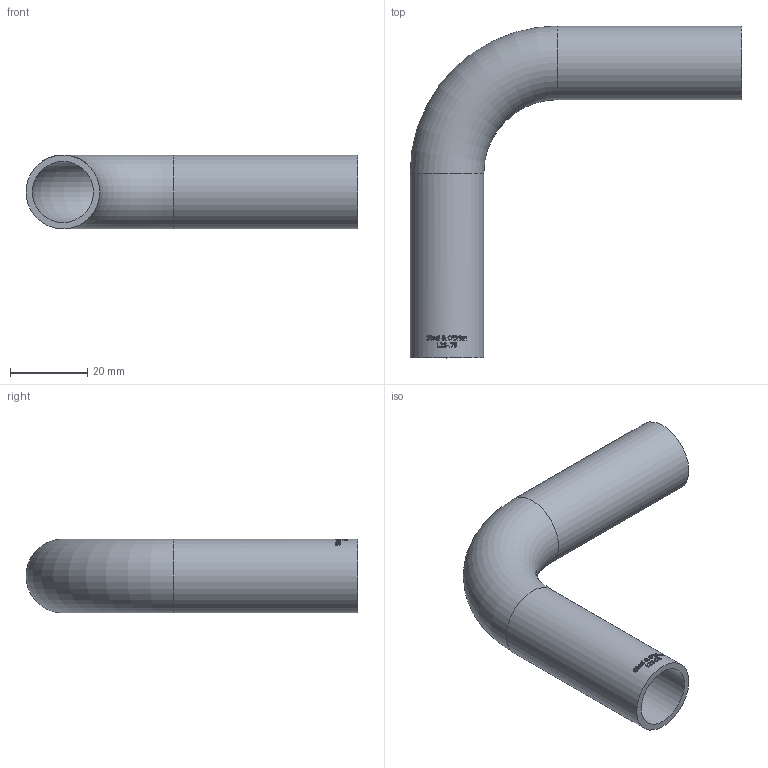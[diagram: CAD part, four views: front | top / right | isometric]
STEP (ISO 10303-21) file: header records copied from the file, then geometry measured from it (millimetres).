
FILE_DESCRIPTION(/* description */ (''),/* implementation_level */ '2;1');
FILE_NAME(/* name */ 'L2S-.75.stp',/* time_stamp */ '2019-02-01T15:51:00-05:00',/* author */ ('rick'),/* organization */ (''),/* preprocessor_version */ 'ST-DEVELOPER v15.2',/* originating_system */ 'Autodesk Inventor 2014',/* authorisation */ '');
FILE_SCHEMA (('AUTOMOTIVE_DESIGN { 1 0 10303 214 3 1 1 }'));
Length unit declared in the file: inch
Products named in the file (1): L2S-.75
Bounding box: 85.72 x 85.72 x 19.05 mm (x, y, z)
Volume: 12645.7 mm3; surface area: 15511.4 mm2
Topology: 1 solids, 1 shells, 314 faces, 845 edges, 562 vertices
Faces by surface type: bspline 159, plane 120, cylinder 33, torus 2
Full cylindrical faces by diameter (mm): 15.748 x2, 19.05 x2
Entity records: 12676 total; most frequent: CARTESIAN_POINT 5722, ORIENTED_EDGE 1678, DIRECTION 971, EDGE_CURVE 839, VERTEX_POINT 562, LINE 383, VECTOR 383, EDGE_LOOP 351
